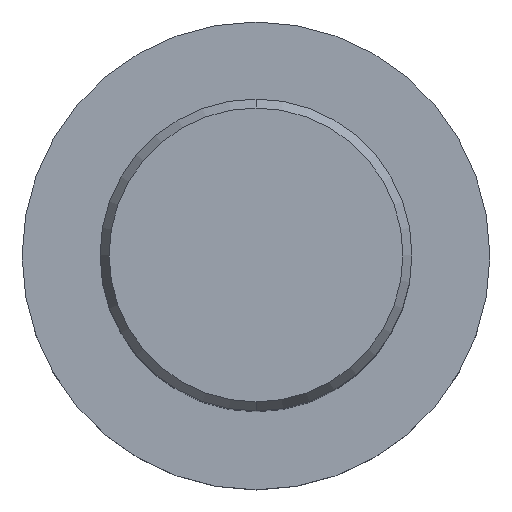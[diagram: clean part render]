
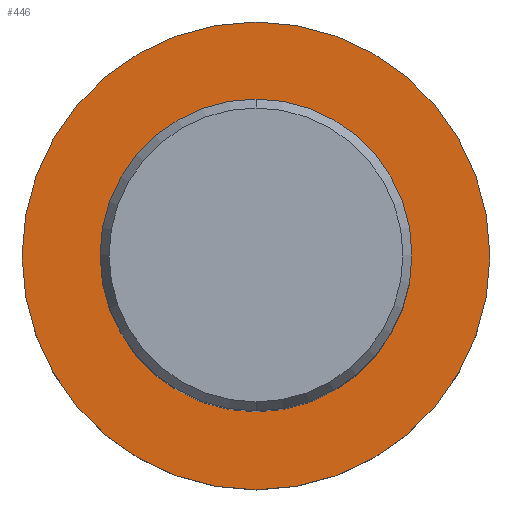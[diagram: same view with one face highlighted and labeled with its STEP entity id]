
A CAD part, top view. The second image highlights one B-rep face of the part: STEP entity #446.
In plain terms, the highlighted planar face has unit normal (0, 0, 1).
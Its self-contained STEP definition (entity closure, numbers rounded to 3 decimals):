
#262=VERTEX_POINT('',#635);
#272=EDGE_CURVE('',#480,#386,#645,.T.);
#358=EDGE_CURVE('',#410,#262,#737,.T.);
#386=VERTEX_POINT('',#767);
#410=VERTEX_POINT('',#793);
#446=ADVANCED_FACE('',(#834,#835),#836,.T.);
#480=VERTEX_POINT('',#875);
#494=EDGE_CURVE('',#386,#480,#890,.T.);
#506=EDGE_CURVE('',#262,#410,#903,.T.);
#635=CARTESIAN_POINT('',(0.,-20.0,-70.0));
#645=CIRCLE('',#1098,30.0);
#737=CIRCLE('',#1305,20.0);
#767=CARTESIAN_POINT('',(0.,-30.0,-70.0));
#793=CARTESIAN_POINT('',(0.0,20.0,-70.0));
#834=FACE_BOUND('',#1525,.T.);
#835=FACE_OUTER_BOUND('',#1526,.T.);
#836=PLANE('',#1527);
#875=CARTESIAN_POINT('',(0.0,30.0,-70.0));
#890=CIRCLE('',#1644,30.0);
#903=CIRCLE('',#1660,20.0);
#1098=AXIS2_PLACEMENT_3D('',#1840,#1841,#1842);
#1305=AXIS2_PLACEMENT_3D('',#1926,#1927,#1928);
#1525=EDGE_LOOP('',(#2038,#2039));
#1526=EDGE_LOOP('',(#2040,#2041));
#1527=AXIS2_PLACEMENT_3D('',#2042,#2043,#2044);
#1644=AXIS2_PLACEMENT_3D('',#2119,#2120,#2121);
#1660=AXIS2_PLACEMENT_3D('',#2135,#2136,#2137);
#1840=CARTESIAN_POINT('',(0.0,0.0,-70.0));
#1841=DIRECTION('',(0.0,0.0,-1.0));
#1842=DIRECTION('',(0.0,1.0,0.0));
#1926=CARTESIAN_POINT('',(0.0,0.0,-70.0));
#1927=DIRECTION('',(-0.0,0.0,-1.0));
#1928=DIRECTION('',(0.0,1.0,0.0));
#2038=ORIENTED_EDGE('',*,*,#358,.T.);
#2039=ORIENTED_EDGE('',*,*,#506,.T.);
#2040=ORIENTED_EDGE('',*,*,#272,.F.);
#2041=ORIENTED_EDGE('',*,*,#494,.F.);
#2042=CARTESIAN_POINT('',(0.0,15.0,-70.0));
#2043=DIRECTION('',(-0.0,0.0,1.0));
#2044=DIRECTION('',(0.0,-1.0,0.0));
#2119=CARTESIAN_POINT('',(0.0,0.0,-70.0));
#2120=DIRECTION('',(0.0,0.0,-1.0));
#2121=DIRECTION('',(0.0,1.0,0.0));
#2135=CARTESIAN_POINT('',(0.0,0.0,-70.0));
#2136=DIRECTION('',(-0.0,0.0,-1.0));
#2137=DIRECTION('',(0.0,1.0,0.0));
